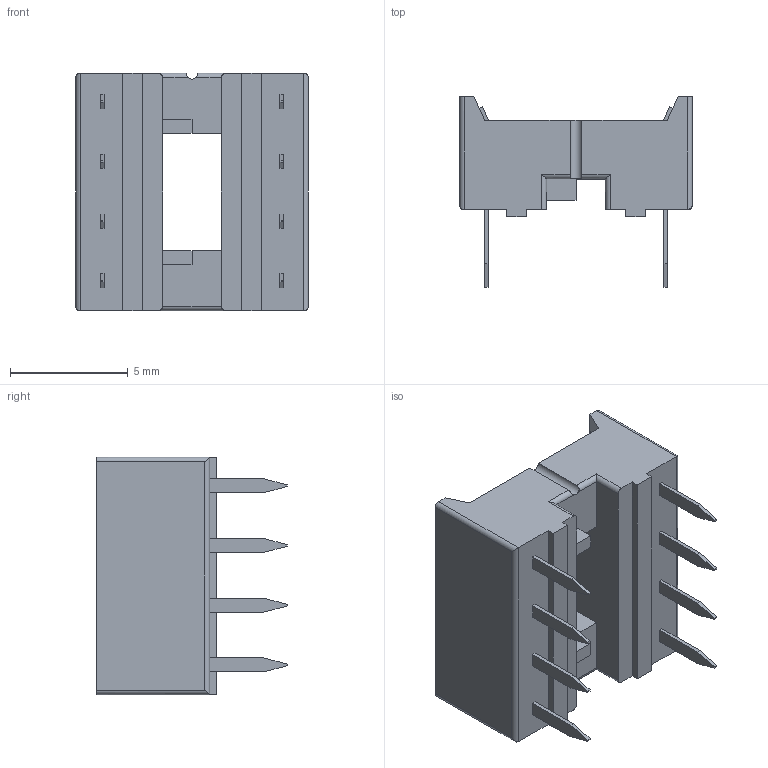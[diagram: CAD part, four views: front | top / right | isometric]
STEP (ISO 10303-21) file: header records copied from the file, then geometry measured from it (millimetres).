
FILE_DESCRIPTION (( 'STEP AP214' ), '1' );
FILE_NAME ('User Library-DIP_SCS-8.STEP', '2017-11-16T05:52:48', ( '' ), ( '' ), 'SwSTEP 2.0', 'SolidWorks 2017', '' );
FILE_SCHEMA (( 'AUTOMOTIVE_DESIGN' ));
Length unit declared in the file: millimetre
Products named in the file (1): User Library-DIP_SCS-8
Bounding box: 9.9 x 8.1 x 10.1 mm (x, y, z)
Volume: 308.4 mm3; surface area: 713.6 mm2
Topology: 1 solids, 1 shells, 270 faces, 759 edges, 498 vertices
Faces by surface type: plane 240, cylinder 30
Entity records: 11583 total; most frequent: CARTESIAN_POINT 1566, ORIENTED_EDGE 1518, DIRECTION 1333, EDGE_CURVE 759, LINE 707, VECTOR 707, VERTEX_POINT 498, AXIS2_PLACEMENT_3D 313
